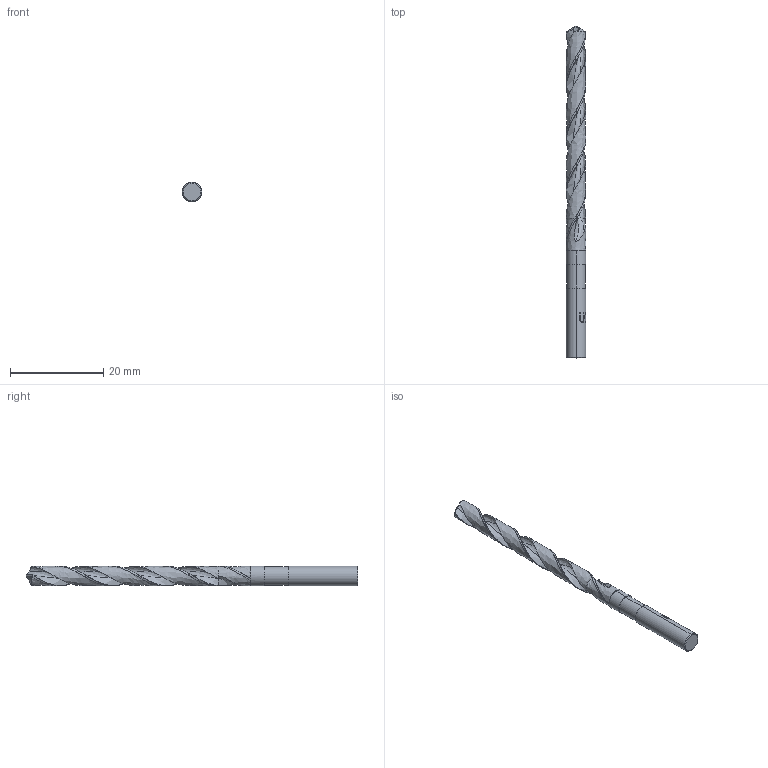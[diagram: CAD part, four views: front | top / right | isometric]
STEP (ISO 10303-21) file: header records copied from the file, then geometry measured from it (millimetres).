
FILE_DESCRIPTION (( 'STEP AP203' ), '1' );
FILE_NAME ('Uche_Drill_Bit.STEP', '2023-03-25T12:11:25', ( '' ), ( '' ), 'SwSTEP 2.0', 'SolidWorks 2023', '' );
FILE_SCHEMA (( 'CONFIG_CONTROL_DESIGN' ));
Length unit declared in the file: millimetre
Products named in the file (1): Uche_Drill_Bit
Bounding box: 4.2 x 71.21 x 4.2 mm (x, y, z)
Surface area: 1324 mm2 (no closed solid volume)
Topology: 0 solids, 2 shells, 112 faces, 293 edges, 187 vertices
Faces by surface type: bspline 44, plane 43, cylinder 20, cone 5
Entity records: 11527 total; most frequent: CARTESIAN_POINT 9132, ORIENTED_EDGE 578, DIRECTION 357, EDGE_CURVE 291, VERTEX_POINT 187, AXIS2_PLACEMENT_3D 121, EDGE_LOOP 118, VECTOR 115
